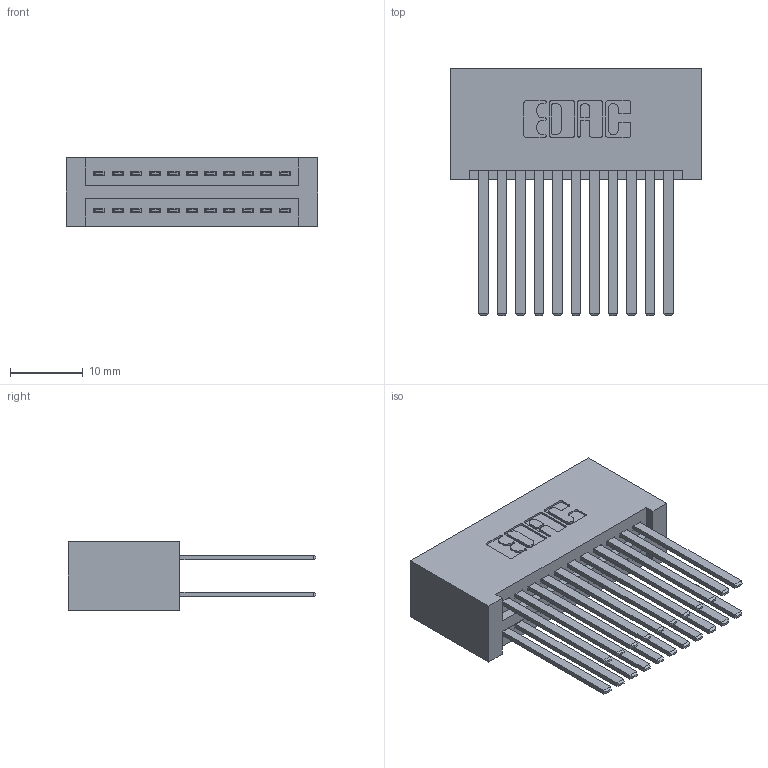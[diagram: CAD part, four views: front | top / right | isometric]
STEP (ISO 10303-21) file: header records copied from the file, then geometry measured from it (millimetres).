
FILE_DESCRIPTION (( 'STEP AP203' ), '1' );
FILE_NAME ('395-022-544-201.STEP', '2019-10-15T23:19:44', ( '' ), ( '' ), 'SwSTEP 2.0', 'SolidWorks 2016', '' );
FILE_SCHEMA (( 'CONFIG_CONTROL_DESIGN' ));
Length unit declared in the file: inch
Products named in the file (3): 345 Part_No Mounting Lugs; 345-292-001_345-293-144; 395-022-544-201
Assembly tree (23 placements, depth 2):
  395-022-544-201
    345 Part_No Mounting Lugs
    345-292-001_345-293-144  x22
Bounding box: 34.54 x 33.96 x 9.4 mm (x, y, z)
Volume: 3992.2 mm3; surface area: 6507.9 mm2
Topology: 23 solids, 23 shells, 1086 faces, 3199 edges, 2102 vertices
Faces by surface type: plane 714, cylinder 372
Entity records: 12343 total; most frequent: CARTESIAN_POINT 2096, ORIENTED_EDGE 2030, DIRECTION 1879, EDGE_CURVE 1015, VECTOR 851, LINE 851, VERTEX_POINT 674, AXIS2_PLACEMENT_3D 514
